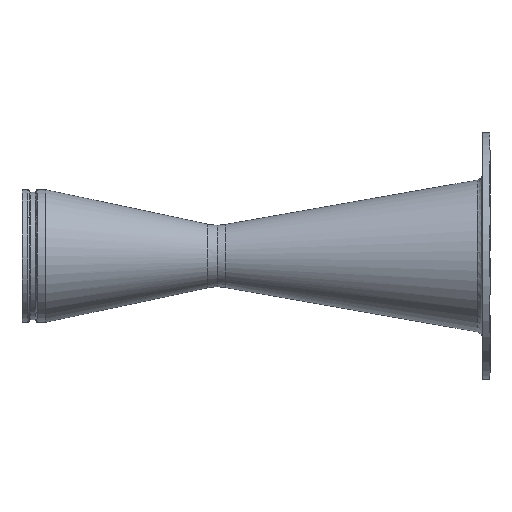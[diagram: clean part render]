
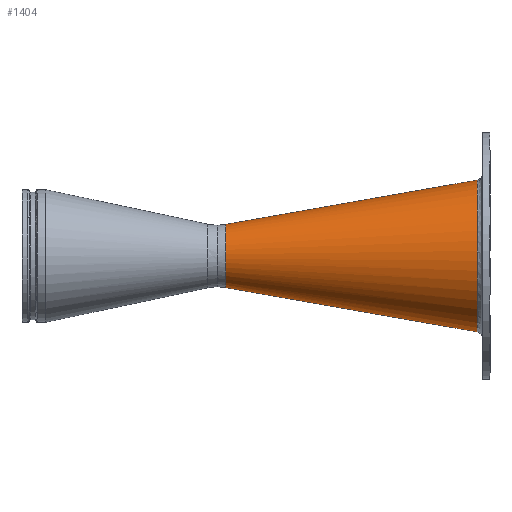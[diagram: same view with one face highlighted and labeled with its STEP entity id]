
A CAD part, left-side view. The second image highlights one B-rep face of the part: STEP entity #1404.
In plain terms, the highlighted free-form (B-spline) face has degree [2, 1] with [5, 2] control points.
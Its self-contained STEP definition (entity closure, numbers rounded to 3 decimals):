
#208 = VERTEX_POINT('',#209);
#209 = CARTESIAN_POINT('',(0.,-156.216,-45.494));
#215 = EDGE_CURVE('',#208,#216,#218,.T.);
#216 = VERTEX_POINT('',#217);
#217 = CARTESIAN_POINT('',(0.,-156.216,
    45.494));
#218 = ( BOUNDED_CURVE() B_SPLINE_CURVE(2,(#219,#220,#221,#222,#223),
.UNSPECIFIED.,.F.,.F.) B_SPLINE_CURVE_WITH_KNOTS((3,2,3),(3.142,
4.712,6.283),.PIECEWISE_BEZIER_KNOTS.) CURVE() 
GEOMETRIC_REPRESENTATION_ITEM() RATIONAL_B_SPLINE_CURVE((1.,
0.707,1.,0.707,1.)) REPRESENTATION_ITEM('') );
#219 = CARTESIAN_POINT('',(0.,-156.216,
    -45.494));
#220 = CARTESIAN_POINT('',(-45.494,-156.216,
    -45.494));
#221 = CARTESIAN_POINT('',(-45.494,-156.216,
    0.));
#222 = CARTESIAN_POINT('',(-45.494,-156.216,
    45.494));
#223 = CARTESIAN_POINT('',(0.,-156.216,
    45.494));
#1147 = VERTEX_POINT('',#1148);
#1148 = CARTESIAN_POINT('',(0.,-5.432,
    18.907));
#1154 = EDGE_CURVE('',#1147,#1155,#1157,.T.);
#1155 = VERTEX_POINT('',#1156);
#1156 = CARTESIAN_POINT('',(0.,-5.432,-18.907));
#1157 = ( BOUNDED_CURVE() B_SPLINE_CURVE(2,(#1158,#1159,#1160,#1161,
#1162),.UNSPECIFIED.,.F.,.F.) B_SPLINE_CURVE_WITH_KNOTS((3,2,3),(0.,
1.571,3.142),.PIECEWISE_BEZIER_KNOTS.) CURVE() 
GEOMETRIC_REPRESENTATION_ITEM() RATIONAL_B_SPLINE_CURVE((1.,
0.707,1.,0.707,1.)) REPRESENTATION_ITEM('') );
#1158 = CARTESIAN_POINT('',(0.,-5.432,18.907));
#1159 = CARTESIAN_POINT('',(-18.907,-5.432,
    18.907));
#1160 = CARTESIAN_POINT('',(-18.907,-5.432,
    0.));
#1161 = CARTESIAN_POINT('',(-18.907,-5.432,
    -18.907));
#1162 = CARTESIAN_POINT('',(0.,-5.432,
    -18.907));
#1198 = EDGE_CURVE('',#1147,#216,#1199,.T.);
#1199 = B_SPLINE_CURVE_WITH_KNOTS('',1,(#1200,#1201),.UNSPECIFIED.,.F.,
  .F.,(2,2),(3.888,111.794),.PIECEWISE_BEZIER_KNOTS.);
#1200 = CARTESIAN_POINT('',(0.,-5.432,
    18.907));
#1201 = CARTESIAN_POINT('',(0.,-156.216,
    45.494));
#1211 = EDGE_CURVE('',#1155,#208,#1212,.T.);
#1212 = B_SPLINE_CURVE_WITH_KNOTS('',1,(#1213,#1214),.UNSPECIFIED.,.F.,
  .F.,(2,2),(3.888,111.794),.PIECEWISE_BEZIER_KNOTS.);
#1213 = CARTESIAN_POINT('',(0.,-5.432,-18.907));
#1214 = CARTESIAN_POINT('',(0.,-156.216,-45.494));
#1404 = ADVANCED_FACE('',(#1405),#1411,.T.);
#1405 = FACE_BOUND('',#1406,.T.);
#1406 = EDGE_LOOP('',(#1407,#1408,#1409,#1410));
#1407 = ORIENTED_EDGE('',*,*,#1198,.F.);
#1408 = ORIENTED_EDGE('',*,*,#1154,.T.);
#1409 = ORIENTED_EDGE('',*,*,#1211,.T.);
#1410 = ORIENTED_EDGE('',*,*,#215,.T.);
#1411 = ( BOUNDED_SURFACE() B_SPLINE_SURFACE(2,1,(
    (#1412,#1413)
    ,(#1414,#1415)
    ,(#1416,#1417)
    ,(#1418,#1419)
    ,(#1420,#1421
)),.UNSPECIFIED.,.F.,.F.,.F.) B_SPLINE_SURFACE_WITH_KNOTS((3,2,3),(2,2),
  (3.142,4.712,6.283),(3.888,
    111.794),.PIECEWISE_BEZIER_KNOTS.) 
GEOMETRIC_REPRESENTATION_ITEM() RATIONAL_B_SPLINE_SURFACE((
    (1.,1.)
    ,(0.707,0.707)
    ,(1.,1.)
    ,(0.707,0.707)
,(1.,1.))) REPRESENTATION_ITEM('') SURFACE() );
#1412 = CARTESIAN_POINT('',(0.,-5.432,
    18.907));
#1413 = CARTESIAN_POINT('',(0.,-156.216,
    45.494));
#1414 = CARTESIAN_POINT('',(-18.907,-5.432,
    18.907));
#1415 = CARTESIAN_POINT('',(-45.494,-156.216,
    45.494));
#1416 = CARTESIAN_POINT('',(-18.907,-5.432,
    0.));
#1417 = CARTESIAN_POINT('',(-45.494,-156.216,
    0.));
#1418 = CARTESIAN_POINT('',(-18.907,-5.432,
    -18.907));
#1419 = CARTESIAN_POINT('',(-45.494,-156.216,
    -45.494));
#1420 = CARTESIAN_POINT('',(0.,-5.432,
    -18.907));
#1421 = CARTESIAN_POINT('',(0.,-156.216,
    -45.494));
